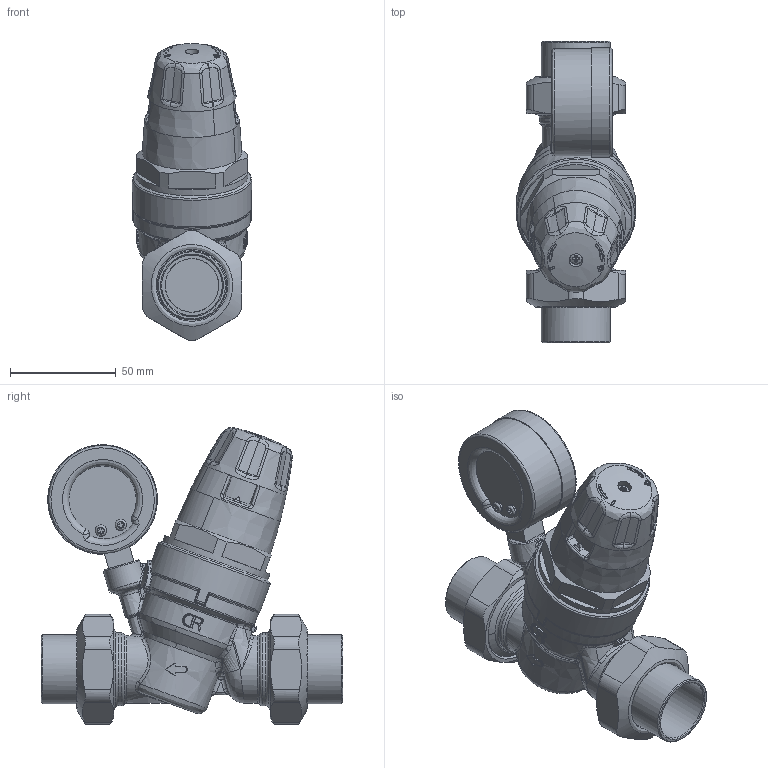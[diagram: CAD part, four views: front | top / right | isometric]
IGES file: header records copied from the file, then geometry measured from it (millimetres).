
Global section: file name: 535961HA_Simplify_1; native system: Autodesk Inventor 2025; preprocessor: unknown; author: ischreiner; date: 20250826.120531; units: inch
Bounding box: 56.48 x 143.01 x 140.61 mm (x, y, z)
Volume: 343459.8 mm3; surface area: 72214 mm2
Topology: 8 solids, 8 shells, 1556 faces, 4141 edges, 2607 vertices
Faces by surface type: bspline 1556
